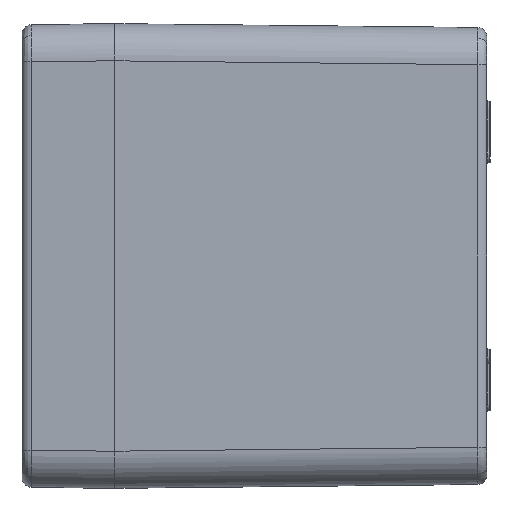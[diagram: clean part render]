
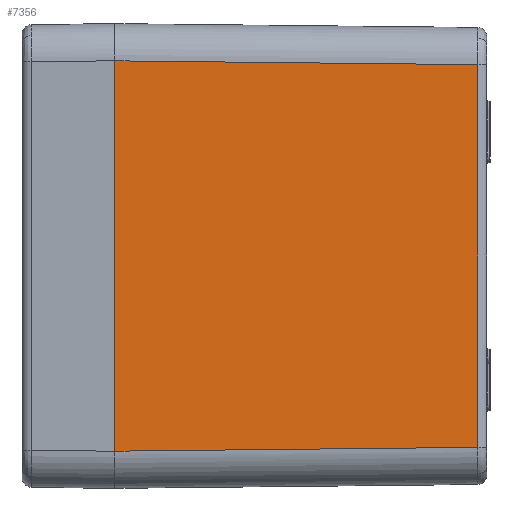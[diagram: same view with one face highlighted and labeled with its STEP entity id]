
A CAD part, left-side view. The second image highlights one B-rep face of the part: STEP entity #7356.
In plain terms, the highlighted planar face has unit normal (-1, -0.011, 0).
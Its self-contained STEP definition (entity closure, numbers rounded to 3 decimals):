
#1303 = VERTEX_POINT ( 'NONE', #8201 ) ;
#1304 = VERTEX_POINT ( 'NONE', #8193 ) ;
#1305 = EDGE_CURVE ( 'NONE', #1304, #1303, #8192, .T. ) ;
#6280 = EDGE_LOOP ( 'NONE', ( #6281, #11074, #6300, #6301 ) ) ;
#6281 = ORIENTED_EDGE ( 'NONE', *, *, #6693, .T. ) ;
#6300 = ORIENTED_EDGE ( 'NONE', *, *, #10625, .T. ) ;
#6301 = ORIENTED_EDGE ( 'NONE', *, *, #1305, .T. ) ;
#6693 = EDGE_CURVE ( 'NONE', #1303, #6694, #19562, .T. ) ;
#6694 = VERTEX_POINT ( 'NONE', #19558 ) ;
#7356 = ADVANCED_FACE ( 'NONE', ( #19591 ), #19590, .T. ) ;
#8189 = DIRECTION ( 'NONE',  ( 0., 0., -1. ) ) ;
#8190 = VECTOR ( 'NONE', #8189, 1000. ) ;
#8191 = CARTESIAN_POINT ( 'NONE',  ( -79.982, 0.3, -37.5 ) ) ;
#8192 = LINE ( 'NONE', #8191, #8190 ) ;
#8193 = CARTESIAN_POINT ( 'NONE',  ( -79.982, 0.3, 31.483 ) ) ;
#8201 = CARTESIAN_POINT ( 'NONE',  ( -79.982, 0.3, -31.483 ) ) ;
#10625 = EDGE_CURVE ( 'NONE', #23350, #1304, #19908, .T. ) ;
#11074 = ORIENTED_EDGE ( 'NONE', *, *, #11130, .T. ) ;
#11130 = EDGE_CURVE ( 'NONE', #6694, #23350, #19993, .T. ) ;
#19558 = CARTESIAN_POINT ( 'NONE',  ( -79.369, -58.216, -30.87 ) ) ;
#19559 = DIRECTION ( 'NONE',  ( 0.01, -1., 0.01 ) ) ;
#19560 = VECTOR ( 'NONE', #19559, 1000. ) ;
#19561 = CARTESIAN_POINT ( 'NONE',  ( -80.001, 2.063, -31.501 ) ) ;
#19562 = LINE ( 'NONE', #19561, #19560 ) ;
#19585 = DIRECTION ( 'NONE',  ( 0.01, -1., 0. ) ) ;
#19586 = DIRECTION ( 'NONE',  ( -1., -0.01, 0. ) ) ;
#19587 = CARTESIAN_POINT ( 'NONE',  ( -80., 2., -37.5 ) ) ;
#19588 = AXIS2_PLACEMENT_3D ( 'NONE', #19587, #19586, #19585 ) ;
#19590 = PLANE ( 'NONE',  #19588 ) ;
#19591 = FACE_OUTER_BOUND ( 'NONE', #6280, .T. ) ;
#19905 = DIRECTION ( 'NONE',  ( -0.01, 1., 0.01 ) ) ;
#19906 = VECTOR ( 'NONE', #19905, 1000. ) ;
#19907 = CARTESIAN_POINT ( 'NONE',  ( -79.992, 1.278, 31.493 ) ) ;
#19908 = LINE ( 'NONE', #19907, #19906 ) ;
#19990 = DIRECTION ( 'NONE',  ( 0., 0., 1. ) ) ;
#19991 = VECTOR ( 'NONE', #19990, 1000. ) ;
#19992 = CARTESIAN_POINT ( 'NONE',  ( -79.369, -58.216, 30.854 ) ) ;
#19993 = LINE ( 'NONE', #19992, #19991 ) ;
#21309 = CARTESIAN_POINT ( 'NONE',  ( -79.369, -58.216, 30.87 ) ) ;
#23350 = VERTEX_POINT ( 'NONE', #21309 ) ;
